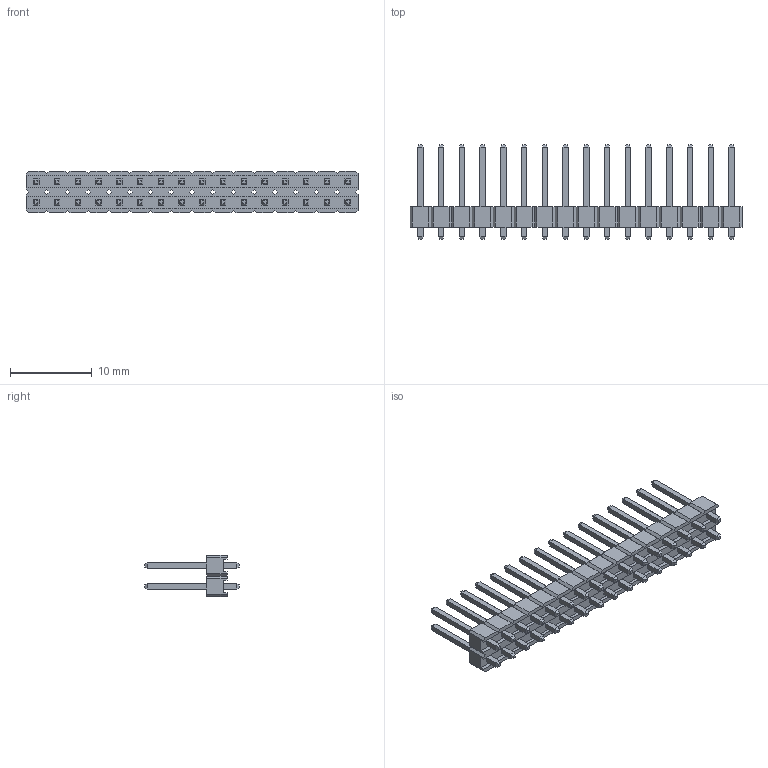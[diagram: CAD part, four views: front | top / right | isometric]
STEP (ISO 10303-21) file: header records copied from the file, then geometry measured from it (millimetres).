
FILE_DESCRIPTION (( 'STEP AP214' ), '1' );
FILE_NAME ('0_16_WA1207173130744.step', '2006-12-07T22:31:31', ( 'sysAdmin' ), ( 'SolidWorks' ), 'SwSTEP 2.0', 'SolidWorks 2007', '' );
FILE_SCHEMA (( 'AUTOMOTIVE_DESIGN' ));
Length unit declared in the file: millimetre
Products named in the file (1): 0_16_WA1207173130744
Bounding box: 40.64 x 11.6 x 5.08 mm (x, y, z)
Volume: 572.2 mm3; surface area: 1547 mm2
Topology: 1 solids, 1 shells, 750 faces, 1796 edges, 1112 vertices
Faces by surface type: plane 750
Entity records: 22929 total; most frequent: CARTESIAN_POINT 3659, ORIENTED_EDGE 3592, DIRECTION 3298, EDGE_CURVE 1796, VECTOR 1796, LINE 1796, VERTEX_POINT 1112, EDGE_LOOP 844
